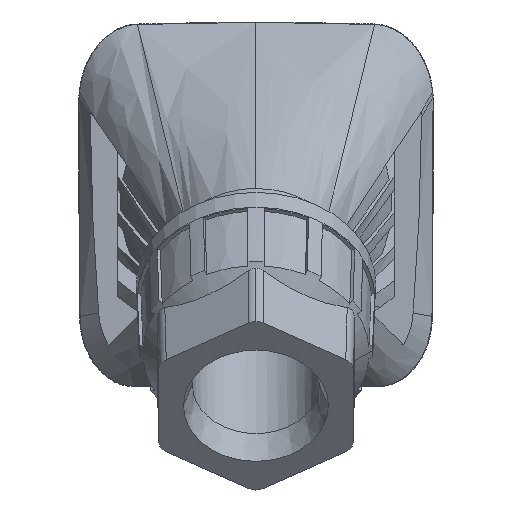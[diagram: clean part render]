
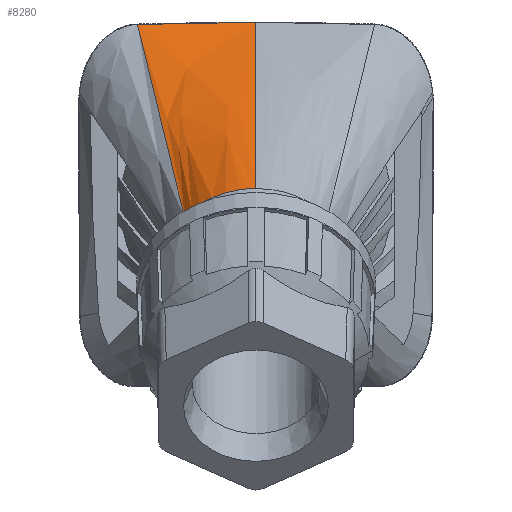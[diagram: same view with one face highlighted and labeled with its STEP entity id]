
A CAD part, top view. The second image highlights one B-rep face of the part: STEP entity #8280.
In plain terms, the highlighted free-form (B-spline) face has degree [4, 3] with [5, 7] control points.
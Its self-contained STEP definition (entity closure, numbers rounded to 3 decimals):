
#2789=CARTESIAN_POINT('',(70.561,5.752,118.554));
#2790=VERTEX_POINT('',#2789);
#2825=CARTESIAN_POINT('',(70.191,5.752,82.518));
#2826=VERTEX_POINT('',#2825);
#2885=CARTESIAN_POINT('',(70.191,5.752,82.518));
#2886=CARTESIAN_POINT('',(70.314,5.752,94.53));
#2887=CARTESIAN_POINT('',(70.438,5.752,106.542));
#2888=CARTESIAN_POINT('',(70.561,5.752,118.554));
#2889=B_SPLINE_CURVE_WITH_KNOTS('',3,(#2885,#2886,#2887,#2888),.UNSPECIFIED.,.F.,.F.,(4,4),(0.,1.),.UNSPECIFIED.);
#2890=EDGE_CURVE('',#2826,#2790,#2889,.T.);
#8126=CARTESIAN_POINT('',(69.979,22.034,82.722));
#8127=VERTEX_POINT('',#8126);
#8141=CARTESIAN_POINT('',(69.979,22.034,82.722));
#8142=CARTESIAN_POINT('',(69.98,22.021,82.721));
#8143=CARTESIAN_POINT('',(69.98,22.009,82.721));
#8144=CARTESIAN_POINT('',(69.98,21.977,82.721));
#8145=CARTESIAN_POINT('',(69.981,21.959,82.72));
#8146=CARTESIAN_POINT('',(69.982,21.897,82.719));
#8147=CARTESIAN_POINT('',(69.983,21.855,82.719));
#8148=CARTESIAN_POINT('',(69.985,21.728,82.716));
#8149=CARTESIAN_POINT('',(69.986,21.643,82.715));
#8150=CARTESIAN_POINT('',(69.991,21.389,82.71));
#8151=CARTESIAN_POINT('',(69.994,21.22,82.707));
#8152=CARTESIAN_POINT('',(70.002,20.712,82.699));
#8153=CARTESIAN_POINT('',(70.008,20.373,82.693));
#8154=CARTESIAN_POINT('',(70.025,19.357,82.676));
#8155=CARTESIAN_POINT('',(70.036,18.679,82.665));
#8156=CARTESIAN_POINT('',(70.057,17.324,82.645));
#8157=CARTESIAN_POINT('',(70.067,16.646,82.635));
#8158=CARTESIAN_POINT('',(70.086,15.291,82.616));
#8159=CARTESIAN_POINT('',(70.095,14.614,82.607));
#8160=CARTESIAN_POINT('',(70.121,12.571,82.581));
#8161=CARTESIAN_POINT('',(70.137,11.207,82.566));
#8162=CARTESIAN_POINT('',(70.159,9.16,82.546));
#8163=CARTESIAN_POINT('',(70.166,8.477,82.54));
#8164=CARTESIAN_POINT('',(70.178,7.126,82.528));
#8165=CARTESIAN_POINT('',(70.185,6.457,82.523));
#8166=CARTESIAN_POINT('',(70.19,5.777,82.518));
#8167=CARTESIAN_POINT('',(70.191,5.764,82.518));
#8168=CARTESIAN_POINT('',(70.191,5.752,82.518));
#8169=B_SPLINE_CURVE_WITH_KNOTS('',3,(#8141,#8142,#8143,#8144,#8145,#8146,#8147,#8148,#8149,#8150,#8151,#8152,#8153,#8154,#8155,#8156,#8157,#8158,#8159,#8160,#8161,#8162,#8163,#8164,#8165,#8166,
#8167,#8168),.UNSPECIFIED.,.F.,.F.,(4,2,2,2,2,2,2,2,2,2,2,2,2,4),(0.,0.002,0.006,0.014,0.029,0.06,0.123,0.248,0.373,0.497,0.749,0.875,0.998,1.),.UNSPECIFIED.);
#8170=EDGE_CURVE('',#8127,#2826,#8169,.T.);
#8176=CARTESIAN_POINT('',(65.45,15.575,118.564));
#8177=CARTESIAN_POINT('',(65.451,15.576,118.56));
#8178=CARTESIAN_POINT('',(65.451,15.576,118.557));
#8179=CARTESIAN_POINT('',(65.451,15.577,118.554));
#8180=CARTESIAN_POINT('',(66.964,17.734,106.581));
#8181=CARTESIAN_POINT('',(68.477,19.892,94.609));
#8182=CARTESIAN_POINT('',(69.99,22.049,82.637));
#8183=CARTESIAN_POINT('',(67.853,13.891,118.565));
#8184=CARTESIAN_POINT('',(67.853,13.891,118.561));
#8185=CARTESIAN_POINT('',(67.853,13.892,118.557));
#8186=CARTESIAN_POINT('',(67.854,13.892,118.554));
#8187=CARTESIAN_POINT('',(68.496,15.32,106.571));
#8188=CARTESIAN_POINT('',(69.274,16.652,94.589));
#8189=CARTESIAN_POINT('',(70.052,17.985,82.607));
#8190=CARTESIAN_POINT('',(69.64,11.514,118.565));
#8191=CARTESIAN_POINT('',(69.64,11.514,118.561));
#8192=CARTESIAN_POINT('',(69.64,11.514,118.557));
#8193=CARTESIAN_POINT('',(69.64,11.515,118.554));
#8194=CARTESIAN_POINT('',(69.838,12.335,106.561));
#8195=CARTESIAN_POINT('',(69.974,13.123,94.567));
#8196=CARTESIAN_POINT('',(70.11,13.911,82.577));
#8197=CARTESIAN_POINT('',(70.561,8.686,118.565));
#8198=CARTESIAN_POINT('',(70.561,8.686,118.561));
#8199=CARTESIAN_POINT('',(70.561,8.686,118.557));
#8200=CARTESIAN_POINT('',(70.561,8.686,118.554));
#8201=CARTESIAN_POINT('',(70.426,8.957,106.552));
#8202=CARTESIAN_POINT('',(70.291,9.394,94.55));
#8203=CARTESIAN_POINT('',(70.155,9.83,82.548));
#8204=CARTESIAN_POINT('',(70.561,5.752,118.564));
#8205=CARTESIAN_POINT('',(70.561,5.752,118.561));
#8206=CARTESIAN_POINT('',(70.561,5.752,118.557));
#8207=CARTESIAN_POINT('',(70.561,5.752,118.554));
#8208=CARTESIAN_POINT('',(70.438,5.752,106.542));
#8209=CARTESIAN_POINT('',(70.314,5.752,94.53));
#8210=CARTESIAN_POINT('',(70.191,5.752,82.518));
#8211=(BOUNDED_SURFACE()
B_SPLINE_SURFACE(4,3,((#8176,#8177,#8178,#8179,#8180,#8181,#8182),(#8183,#8184,#8185,#8186,#8187,#8188,#8189),(#8190,#8191,#8192,#8193,#8194,#8195,#8196),(#8197,#8198,#8199,#8200,#8201,#8202,#8203),(#8204,#8205,#8206,#8207,#8208,#8209,#8210)),.UNSPECIFIED.,.F.,.F.,.U.)
B_SPLINE_SURFACE_WITH_KNOTS((5,5),(4,3,4),(0.057,1.),(0.003,0.003,0.988),.UNSPECIFIED.)
GEOMETRIC_REPRESENTATION_ITEM()
RATIONAL_B_SPLINE_SURFACE(((1.,1.,1.,1.,1.,1.,1.),(0.944,0.944,0.944,0.944,1.,1.,1.),(0.925,0.925,0.925,0.925,0.992,1.,1.),(0.944,0.944,0.944,0.944,1.,1.,1.),(1.,1.,1.,1.,1.,1.,1.)))
REPRESENTATION_ITEM('')
SURFACE()
);
#8212=CARTESIAN_POINT('',(70.351,7.989,118.554));
#8213=VERTEX_POINT('',#8212);
#8214=CARTESIAN_POINT('',(70.561,5.752,118.554));
#8215=CARTESIAN_POINT('',(70.561,5.961,118.554));
#8216=CARTESIAN_POINT('',(70.556,6.169,118.555));
#8217=CARTESIAN_POINT('',(70.54,6.482,118.556));
#8218=CARTESIAN_POINT('',(70.533,6.586,118.557));
#8219=CARTESIAN_POINT('',(70.52,6.742,118.557));
#8220=CARTESIAN_POINT('',(70.516,6.794,118.558));
#8221=CARTESIAN_POINT('',(70.509,6.871,118.558));
#8222=CARTESIAN_POINT('',(70.506,6.897,118.558));
#8223=CARTESIAN_POINT('',(70.501,6.949,118.558));
#8224=CARTESIAN_POINT('',(70.499,6.975,118.558));
#8225=CARTESIAN_POINT('',(70.494,7.022,118.558));
#8226=CARTESIAN_POINT('',(70.492,7.043,118.559));
#8227=CARTESIAN_POINT('',(70.487,7.084,118.559));
#8228=CARTESIAN_POINT('',(70.485,7.105,118.559));
#8229=CARTESIAN_POINT('',(70.478,7.167,118.559));
#8230=CARTESIAN_POINT('',(70.473,7.209,118.559));
#8231=CARTESIAN_POINT('',(70.462,7.291,118.56));
#8232=CARTESIAN_POINT('',(70.457,7.333,118.56));
#8233=CARTESIAN_POINT('',(70.448,7.395,118.56));
#8234=CARTESIAN_POINT('',(70.445,7.416,118.56));
#8235=CARTESIAN_POINT('',(70.44,7.457,118.56));
#8236=CARTESIAN_POINT('',(70.437,7.478,118.56));
#8237=CARTESIAN_POINT('',(70.431,7.519,118.56));
#8238=CARTESIAN_POINT('',(70.427,7.54,118.561));
#8239=CARTESIAN_POINT('',(70.421,7.581,118.561));
#8240=CARTESIAN_POINT('',(70.418,7.602,118.561));
#8241=CARTESIAN_POINT('',(70.411,7.643,118.561));
#8242=CARTESIAN_POINT('',(70.408,7.663,118.561));
#8243=CARTESIAN_POINT('',(70.401,7.705,118.561));
#8244=CARTESIAN_POINT('',(70.398,7.725,118.562));
#8245=CARTESIAN_POINT('',(70.391,7.766,118.561));
#8246=CARTESIAN_POINT('',(70.388,7.787,118.561));
#8247=CARTESIAN_POINT('',(70.38,7.828,118.562));
#8248=CARTESIAN_POINT('',(70.377,7.849,118.563));
#8249=CARTESIAN_POINT('',(70.369,7.89,118.561));
#8250=CARTESIAN_POINT('',(70.366,7.911,118.564));
#8251=CARTESIAN_POINT('',(70.36,7.942,118.561));
#8252=CARTESIAN_POINT('',(70.358,7.952,118.564));
#8253=CARTESIAN_POINT('',(70.354,7.972,118.561));
#8254=CARTESIAN_POINT('',(70.353,7.98,118.557));
#8255=CARTESIAN_POINT('',(70.351,7.989,118.554));
#8256=B_SPLINE_CURVE_WITH_KNOTS('',3,(#8214,#8215,#8216,#8217,#8218,#8219,#8220,#8221,#8222,#8223,#8224,#8225,#8226,#8227,#8228,#8229,#8230,#8231,#8232,#8233,#8234,#8235,#8236,#8237,#8238,#8239,
#8240,#8241,#8242,#8243,#8244,#8245,#8246,#8247,#8248,#8249,#8250,#8251,#8252,#8253,#8254,#8255),.UNSPECIFIED.,.F.,.F.,(4,2,2,2,2,2,2,2,2,2,2,2,2,2,2,2,2,2,2,2,4),(0.,0.277,0.416,0.485,0.52,0.555,0.583,0.61,0.666,0.722,0.749,0.777,0.805,0.833,0.86,0.888,0.916,0.944,0.972,0.986,0.998),.UNSPECIFIED.);
#8257=EDGE_CURVE('',#2790,#8213,#8256,.T.);
#8258=ORIENTED_EDGE('',*,*,#8257,.F.);
#8259=ORIENTED_EDGE('',*,*,#2890,.F.);
#8260=ORIENTED_EDGE('',*,*,#8170,.F.);
#8261=CARTESIAN_POINT('',(65.451,15.577,118.554));
#8262=VERTEX_POINT('',#8261);
#8263=CARTESIAN_POINT('',(65.451,15.577,118.554));
#8264=CARTESIAN_POINT('',(66.961,17.729,106.61));
#8265=CARTESIAN_POINT('',(68.47,19.881,94.666));
#8266=CARTESIAN_POINT('',(69.979,22.034,82.722));
#8267=B_SPLINE_CURVE_WITH_KNOTS('',3,(#8263,#8264,#8265,#8266),.UNSPECIFIED.,.F.,.F.,(4,4),(0.003,0.986),.UNSPECIFIED.);
#8268=EDGE_CURVE('',#8262,#8127,#8267,.T.);
#8269=ORIENTED_EDGE('',*,*,#8268,.F.);
#8270=CARTESIAN_POINT('',(70.351,7.989,118.554));
#8271=CARTESIAN_POINT('',(69.91,10.314,118.554));
#8272=CARTESIAN_POINT('',(68.886,12.454,118.554));
#8273=CARTESIAN_POINT('',(67.353,14.244,118.554));
#8274=CARTESIAN_POINT('',(65.451,15.577,118.554));
#8275=(BOUNDED_CURVE()
B_SPLINE_CURVE(4,(#8270,#8271,#8272,#8273,#8274),.UNSPECIFIED.,.F.,.F.)
B_SPLINE_CURVE_WITH_KNOTS((5,5),(0.057,0.812),.UNSPECIFIED.)
CURVE()
GEOMETRIC_REPRESENTATION_ITEM()
RATIONAL_B_SPLINE_CURVE((0.964,0.937,0.934,0.955,1.))
REPRESENTATION_ITEM(''));
#8276=EDGE_CURVE('',#8213,#8262,#8275,.T.);
#8277=ORIENTED_EDGE('',*,*,#8276,.F.);
#8278=EDGE_LOOP('',(#8258,#8259,#8260,#8269,#8277));
#8279=FACE_BOUND('',#8278,.T.);
#8280=ADVANCED_FACE('',(#8279),#8211,.T.);
